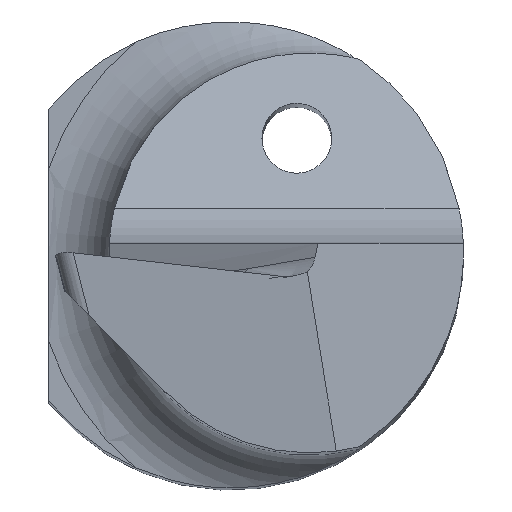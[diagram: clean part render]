
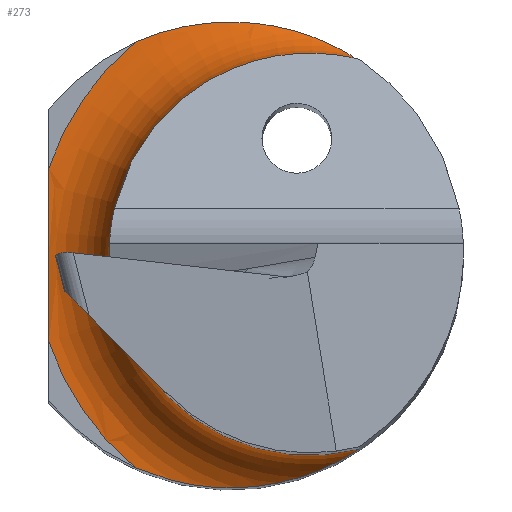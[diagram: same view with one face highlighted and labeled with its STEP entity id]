
A CAD part, top view. The second image highlights one B-rep face of the part: STEP entity #273.
In plain terms, the highlighted toroidal (fillet/blend) face has major radius 2.95 mm and minor radius 0.8 mm.
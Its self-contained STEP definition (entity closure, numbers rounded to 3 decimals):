
#1 = CARTESIAN_POINT ( 'NONE',  ( 1.068, -2.263, 15.122 ) ) ;
#24 = CIRCLE ( 'NONE', #223, 2.95 ) ;
#27 = DIRECTION ( 'NONE',  ( 0., 0., 1. ) ) ;
#31 = CARTESIAN_POINT ( 'NONE',  ( 1.382, 2.083, 15.55 ) ) ;
#32 = ORIENTED_EDGE ( 'NONE', *, *, #863, .T. ) ;
#37 = EDGE_LOOP ( 'NONE', ( #700, #577, #352, #224, #81, #32 ) ) ;
#44 = DIRECTION ( 'NONE',  ( 0., 0., 1. ) ) ;
#48 = CARTESIAN_POINT ( 'NONE',  ( -0.578, 2.443, 14.757 ) ) ;
#62 = CARTESIAN_POINT ( 'NONE',  ( 0.769, -2.381, 14.986 ) ) ;
#64 = EDGE_CURVE ( 'NONE', #765, #391, #229, .T. ) ;
#72 = CARTESIAN_POINT ( 'NONE',  ( 1.312, -2.128, 15.335 ) ) ;
#76 = CARTESIAN_POINT ( 'NONE',  ( 0.106, -2.5, 14.827 ) ) ;
#81 = ORIENTED_EDGE ( 'NONE', *, *, #533, .T. ) ;
#93 = DIRECTION ( 'NONE',  ( 1., 0., 0. ) ) ;
#114 = CARTESIAN_POINT ( 'NONE',  ( 1.068, 2.263, 15.123 ) ) ;
#120 = DIRECTION ( 'NONE',  ( 0., 0., -1. ) ) ;
#138 = CARTESIAN_POINT ( 'NONE',  ( -0.123, -2.5, 14.796 ) ) ;
#140 = CARTESIAN_POINT ( 'NONE',  ( 1.382, -2.083, 15.55 ) ) ;
#156 = CARTESIAN_POINT ( 'NONE',  ( 1.382, -2.083, 15.55 ) ) ;
#160 = CARTESIAN_POINT ( 'NONE',  ( -1.018, 2.284, 14.75 ) ) ;
#169 = CARTESIAN_POINT ( 'NONE',  ( 0.556, 2.44, 14.92 ) ) ;
#174 = EDGE_CURVE ( 'NONE', #827, #695, #186, .T. ) ;
#182 = FACE_OUTER_BOUND ( 'NONE', #37, .T. ) ;
#186 = B_SPLINE_CURVE_WITH_KNOTS ( 'NONE', 3,
 ( #278, #818, #539, #221, #692, #748 ),
 .UNSPECIFIED., .F., .F.,
 ( 4, 2, 4 ),
 ( 0., 0.001, 0.002 ),
 .UNSPECIFIED. ) ;
#187 = DIRECTION ( 'NONE',  ( 1., 0., 0. ) ) ;
#188 = EDGE_CURVE ( 'NONE', #391, #827, #24, .T. ) ;
#192 = CARTESIAN_POINT ( 'NONE',  ( 0.85, 0., 15.55 ) ) ;
#221 = CARTESIAN_POINT ( 'NONE',  ( -1.95, -0.31, 14.764 ) ) ;
#223 = AXIS2_PLACEMENT_3D ( 'NONE', #812, #27, #93 ) ;
#224 = ORIENTED_EDGE ( 'NONE', *, *, #259, .T. ) ;
#229 = B_SPLINE_CURVE_WITH_KNOTS ( 'NONE', 3,
 ( #702, #304, #568, #307, #563, #496, #114, #374, #643, #169, #492, #487, #766, #48, #707, #160 ),
 .UNSPECIFIED., .F., .F.,
 ( 4, 2, 2, 2, 2, 2, 2, 4 ),
 ( 0., 0., 0., 0.001, 0.001, 0.001, 0.002, 0.003 ),
 .UNSPECIFIED. ) ;
#259 = EDGE_CURVE ( 'NONE', #695, #829, #261, .T. ) ;
#261 = CIRCLE ( 'NONE', #858, 2.95 ) ;
#273 = ADVANCED_FACE ( 'NONE', ( #182 ), #751, .F. ) ;
#278 = CARTESIAN_POINT ( 'NONE',  ( -1.95, 0.929, 14.75 ) ) ;
#304 = CARTESIAN_POINT ( 'NONE',  ( 1.382, 2.083, 15.491 ) ) ;
#306 = DIRECTION ( 'NONE',  ( 0., 0., -1. ) ) ;
#307 = CARTESIAN_POINT ( 'NONE',  ( 1.312, 2.128, 15.336 ) ) ;
#337 = CARTESIAN_POINT ( 'NONE',  ( 0.555, -2.44, 14.919 ) ) ;
#343 = CARTESIAN_POINT ( 'NONE',  ( -1.018, -2.284, 14.75 ) ) ;
#352 = ORIENTED_EDGE ( 'NONE', *, *, #174, .T. ) ;
#374 = CARTESIAN_POINT ( 'NONE',  ( 0.874, 2.344, 15.026 ) ) ;
#386 = CARTESIAN_POINT ( 'NONE',  ( -1.018, -2.284, 14.75 ) ) ;
#391 = VERTEX_POINT ( 'NONE', #723 ) ;
#395 = CARTESIAN_POINT ( 'NONE',  ( -0.583, -2.442, 14.757 ) ) ;
#444 = DIRECTION ( 'NONE',  ( 1., 0., 0. ) ) ;
#452 = CARTESIAN_POINT ( 'NONE',  ( 1.382, -2.083, 15.491 ) ) ;
#467 = CARTESIAN_POINT ( 'NONE',  ( 1.365, -2.095, 15.434 ) ) ;
#487 = CARTESIAN_POINT ( 'NONE',  ( 0.111, 2.508, 14.823 ) ) ;
#492 = CARTESIAN_POINT ( 'NONE',  ( 0.447, 2.462, 14.892 ) ) ;
#493 = CARTESIAN_POINT ( 'NONE',  ( -1.95, 0.929, 14.75 ) ) ;
#496 = CARTESIAN_POINT ( 'NONE',  ( 1.161, 2.216, 15.18 ) ) ;
#526 = CARTESIAN_POINT ( 'NONE',  ( -1.95, -0.929, 14.75 ) ) ;
#533 = EDGE_CURVE ( 'NONE', #829, #762, #535, .T. ) ;
#534 = CARTESIAN_POINT ( 'NONE',  ( 1.277, -2.15, 15.293 ) ) ;
#535 = B_SPLINE_CURVE_WITH_KNOTS ( 'NONE', 3,
 ( #386, #797, #395, #806, #138, #76, #792, #596, #337, #62, #742, #1, #600, #534, #72, #467, #452, #140 ),
 .UNSPECIFIED., .F., .F.,
 ( 4, 2, 2, 2, 2, 2, 2, 2, 4 ),
 ( 0., 0.001, 0.001, 0.001, 0.002, 0.002, 0.002, 0.003, 0.003 ),
 .UNSPECIFIED. ) ;
#539 = CARTESIAN_POINT ( 'NONE',  ( -1.95, 0.31, 14.764 ) ) ;
#563 = CARTESIAN_POINT ( 'NONE',  ( 1.277, 2.15, 15.293 ) ) ;
#568 = CARTESIAN_POINT ( 'NONE',  ( 1.365, 2.095, 15.434 ) ) ;
#577 = ORIENTED_EDGE ( 'NONE', *, *, #188, .T. ) ;
#596 = CARTESIAN_POINT ( 'NONE',  ( 0.443, -2.463, 14.891 ) ) ;
#600 = CARTESIAN_POINT ( 'NONE',  ( 1.161, -2.216, 15.18 ) ) ;
#643 = CARTESIAN_POINT ( 'NONE',  ( 0.77, 2.381, 14.986 ) ) ;
#692 = CARTESIAN_POINT ( 'NONE',  ( -1.95, -0.619, 14.75 ) ) ;
#695 = VERTEX_POINT ( 'NONE', #526 ) ;
#700 = ORIENTED_EDGE ( 'NONE', *, *, #64, .T. ) ;
#702 = CARTESIAN_POINT ( 'NONE',  ( 1.382, 2.083, 15.55 ) ) ;
#706 = CARTESIAN_POINT ( 'NONE',  ( 0.85, 0., 14.75 ) ) ;
#707 = CARTESIAN_POINT ( 'NONE',  ( -0.805, 2.378, 14.75 ) ) ;
#708 = AXIS2_PLACEMENT_3D ( 'NONE', #192, #306, #847 ) ;
#723 = CARTESIAN_POINT ( 'NONE',  ( -1.018, 2.284, 14.75 ) ) ;
#742 = CARTESIAN_POINT ( 'NONE',  ( 0.872, -2.345, 15.025 ) ) ;
#748 = CARTESIAN_POINT ( 'NONE',  ( -1.95, -0.929, 14.75 ) ) ;
#751 = TOROIDAL_SURFACE ( 'NONE', #708, 2.95, 0.8 ) ;
#762 = VERTEX_POINT ( 'NONE', #156 ) ;
#765 = VERTEX_POINT ( 'NONE', #31 ) ;
#766 = CARTESIAN_POINT ( 'NONE',  ( -0.123, 2.508, 14.793 ) ) ;
#792 = CARTESIAN_POINT ( 'NONE',  ( 0.219, -2.493, 14.845 ) ) ;
#797 = CARTESIAN_POINT ( 'NONE',  ( -0.804, -2.379, 14.75 ) ) ;
#806 = CARTESIAN_POINT ( 'NONE',  ( -0.24, -2.491, 14.784 ) ) ;
#812 = CARTESIAN_POINT ( 'NONE',  ( 0.85, 0., 14.75 ) ) ;
#818 = CARTESIAN_POINT ( 'NONE',  ( -1.95, 0.619, 14.75 ) ) ;
#826 = AXIS2_PLACEMENT_3D ( 'NONE', #841, #120, #444 ) ;
#827 = VERTEX_POINT ( 'NONE', #493 ) ;
#829 = VERTEX_POINT ( 'NONE', #343 ) ;
#841 = CARTESIAN_POINT ( 'NONE',  ( 0.85, 0., 15.55 ) ) ;
#847 = DIRECTION ( 'NONE',  ( 1., 0., 0. ) ) ;
#858 = AXIS2_PLACEMENT_3D ( 'NONE', #706, #44, #187 ) ;
#861 = CIRCLE ( 'NONE', #826, 2.15 ) ;
#863 = EDGE_CURVE ( 'NONE', #762, #765, #861, .T. ) ;
